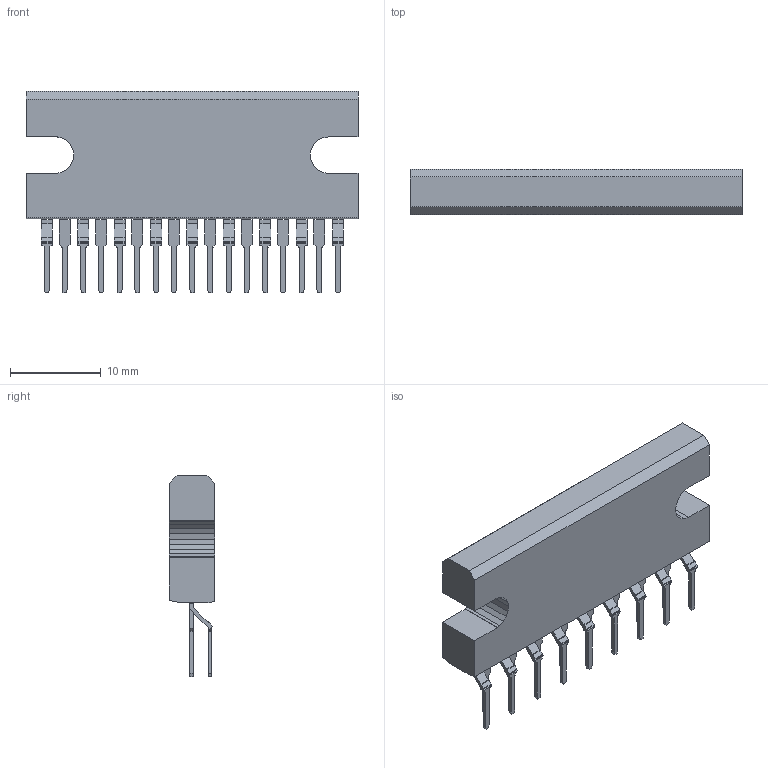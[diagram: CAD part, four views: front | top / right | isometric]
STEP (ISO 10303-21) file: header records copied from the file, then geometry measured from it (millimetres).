
FILE_DESCRIPTION(('FreeCAD Model'),'2;1');
FILE_NAME('Open CASCADE Shape Model','2021-06-03T09:05:25',('Author'),( ''),'Open CASCADE STEP processor 7.4','FreeCAD','Unknown');
FILE_SCHEMA(('AUTOMOTIVE_DESIGN { 1 0 10303 214 1 1 1 1 }'));
Length unit declared in the file: millimetre
Products named in the file (19): Unnamed; TA8210AH001001.0; TA8210AH001001.1; TA8210AH001001.2; TA8210AH001001.3; TA8210AH001001.4; TA8210AH001001.5; TA8210AH001001.6; TA8210AH001001.7; TA8210AH001001.8; TA8210AH001001.9; TA8210AH001001.10; TA8210AH001001.11; TA8210AH001001.12; TA8210AH001001.13; TA8210AH001001.14; TA8210AH001001.15; TA8210AH001001.16; TA8210AH001001.17
Assembly tree (18 placements, depth 2):
  Unnamed
    TA8210AH001001.0
    TA8210AH001001.1
    TA8210AH001001.2
    TA8210AH001001.3
    TA8210AH001001.4
    TA8210AH001001.5
    TA8210AH001001.6
    TA8210AH001001.7
    TA8210AH001001.8
    TA8210AH001001.9
    TA8210AH001001.10
    TA8210AH001001.11
    TA8210AH001001.12
    TA8210AH001001.13
    TA8210AH001001.14
    TA8210AH001001.15
    TA8210AH001001.16
    TA8210AH001001.17
Bounding box: 36.5 x 5 x 22.1 mm (x, y, z)
Surface area: 1848.4 mm2 (no closed solid volume)
Topology: 0 solids, 18 shells, 513 faces, 1287 edges, 810 vertices
Faces by surface type: plane 513
Entity records: 32023 total; most frequent: CARTESIAN_POINT 5203, DIRECTION 4925, LINE 3861, VECTOR 3861, ORIENTED_EDGE 2574, PCURVE 2574, DEFINITIONAL_REPRESENTATION 2574, EDGE_CURVE 1287
